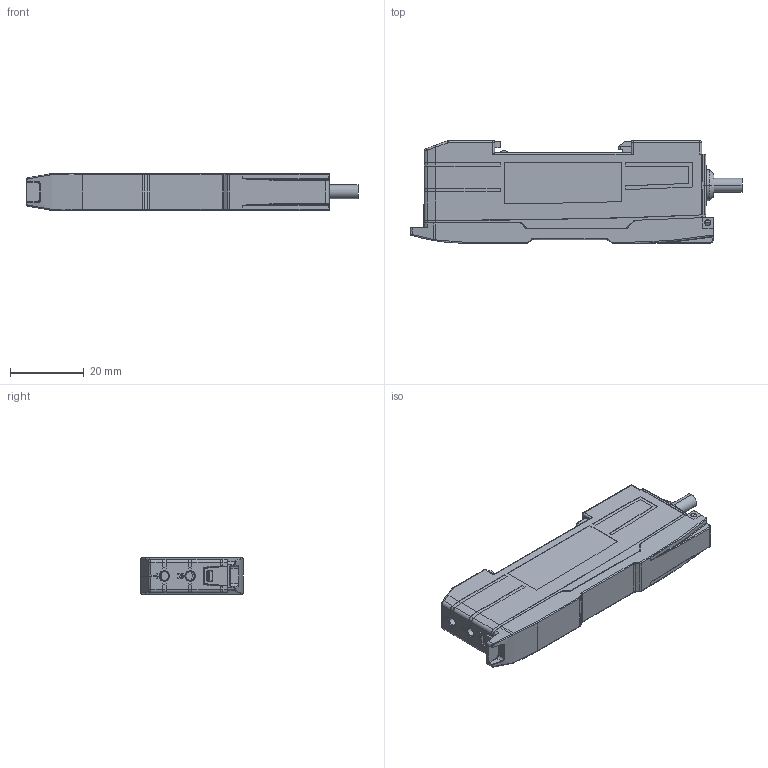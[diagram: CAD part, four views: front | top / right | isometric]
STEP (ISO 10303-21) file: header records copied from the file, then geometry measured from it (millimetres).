
FILE_DESCRIPTION (( 'STEP AP203' ), '1' );
FILE_NAME ('DFS11-3D.STEP', '2019-10-17T12:34:27', ( 'USER' ), ( '' ), 'SwSTEP 2.0', 'SolidWorks 2019', '' );
FILE_SCHEMA (( 'CONFIG_CONTROL_DESIGN' ));
Length unit declared in the file: inch
Products named in the file (1): DFS11-3D
Bounding box: 90.05 x 27.84 x 10 mm (x, y, z)
Surface area: 8757.5 mm2 (no closed solid volume)
Topology: 0 solids, 11 shells, 480 faces, 1535 edges, 1032 vertices
Faces by surface type: plane 210, cylinder 130, bspline 112, cone 22, sphere 6
Entity records: 20008 total; most frequent: CARTESIAN_POINT 8248, ORIENTED_EDGE 2615, DIRECTION 1898, EDGE_CURVE 1525, VERTEX_POINT 1032, LINE 774, VECTOR 774, AXIS2_PLACEMENT_3D 562
